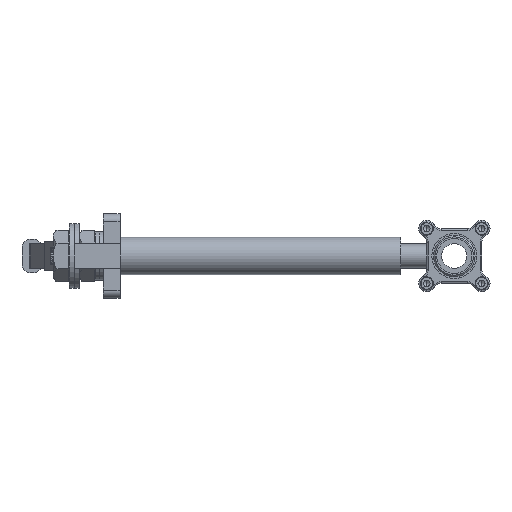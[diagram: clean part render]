
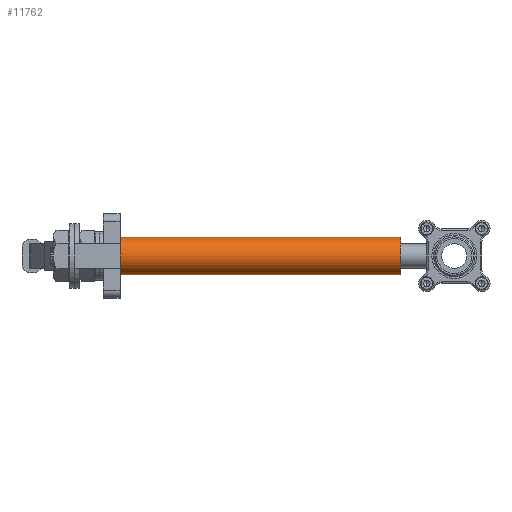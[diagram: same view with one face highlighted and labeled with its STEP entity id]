
A CAD part, left-side view. The second image highlights one B-rep face of the part: STEP entity #11762.
In plain terms, the highlighted cylindrical face has radius 11.267 mm (diameter 22.533 mm), a partial arc.
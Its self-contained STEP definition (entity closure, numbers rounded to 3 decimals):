
#574 = ORIENTED_EDGE ( 'NONE', *, *, #13626, .T. ) ;
#6201 = CARTESIAN_POINT ( 'NONE',  ( 0., 0., -11.267 ) ) ;
#10666 = VERTEX_POINT ( 'NONE', #69391 ) ;
#10710 = AXIS2_PLACEMENT_3D ( 'NONE', #61408, #84267, #62396 ) ;
#11762 = ADVANCED_FACE ( 'NONE', ( #23029 ), #22035, .T. ) ;
#13626 = EDGE_CURVE ( 'NONE', #84953, #44474, #45271, .T. ) ;
#14408 = CARTESIAN_POINT ( 'NONE',  ( 0., 0., 0. ) ) ;
#15505 = VERTEX_POINT ( 'NONE', #46149 ) ;
#20412 = EDGE_LOOP ( 'NONE', ( #49175, #52881, #574, #30253 ) ) ;
#22035 = CYLINDRICAL_SURFACE ( 'NONE', #48062, 11.267 ) ;
#23029 = FACE_OUTER_BOUND ( 'NONE', #20412, .T. ) ;
#25527 = CIRCLE ( 'NONE', #10710, 11.267 ) ;
#25866 = CARTESIAN_POINT ( 'NONE',  ( 0., 32.17, 0. ) ) ;
#26926 = LINE ( 'NONE', #81218, #80582 ) ;
#26958 = VECTOR ( 'NONE', #29547, 1000. ) ;
#27916 = DIRECTION ( 'NONE',  ( 0., -1., 0. ) ) ;
#29547 = DIRECTION ( 'NONE',  ( 0., -1., 0. ) ) ;
#29636 = DIRECTION ( 'NONE',  ( 0., -1., 0. ) ) ;
#30253 = ORIENTED_EDGE ( 'NONE', *, *, #43689, .F. ) ;
#32962 = DIRECTION ( 'NONE',  ( 0., 0., -1. ) ) ;
#33306 = EDGE_CURVE ( 'NONE', #10666, #15505, #26926, .T. ) ;
#36108 = CIRCLE ( 'NONE', #50673, 11.267 ) ;
#36658 = EDGE_CURVE ( 'NONE', #10666, #84953, #25527, .T. ) ;
#43689 = EDGE_CURVE ( 'NONE', #15505, #44474, #36108, .T. ) ;
#44474 = VERTEX_POINT ( 'NONE', #59313 ) ;
#45271 = LINE ( 'NONE', #6201, #26958 ) ;
#46149 = CARTESIAN_POINT ( 'NONE',  ( 0., 32.17, 11.267 ) ) ;
#48062 = AXIS2_PLACEMENT_3D ( 'NONE', #14408, #29636, #60606 ) ;
#49175 = ORIENTED_EDGE ( 'NONE', *, *, #33306, .F. ) ;
#50673 = AXIS2_PLACEMENT_3D ( 'NONE', #25866, #87792, #32962 ) ;
#52881 = ORIENTED_EDGE ( 'NONE', *, *, #36658, .T. ) ;
#59313 = CARTESIAN_POINT ( 'NONE',  ( 0., 32.17, -11.267 ) ) ;
#60606 = DIRECTION ( 'NONE',  ( 0., 0., -1. ) ) ;
#61408 = CARTESIAN_POINT ( 'NONE',  ( 0., 201., 0. ) ) ;
#62396 = DIRECTION ( 'NONE',  ( 0., 0., -1. ) ) ;
#69391 = CARTESIAN_POINT ( 'NONE',  ( 0., 201., 11.267 ) ) ;
#80582 = VECTOR ( 'NONE', #27916, 1000. ) ;
#81218 = CARTESIAN_POINT ( 'NONE',  ( 0., 0., 11.267 ) ) ;
#84267 = DIRECTION ( 'NONE',  ( 0., -1., 0. ) ) ;
#84953 = VERTEX_POINT ( 'NONE', #91349 ) ;
#87792 = DIRECTION ( 'NONE',  ( 0., -1., 0. ) ) ;
#91349 = CARTESIAN_POINT ( 'NONE',  ( 0., 201., -11.267 ) ) ;
